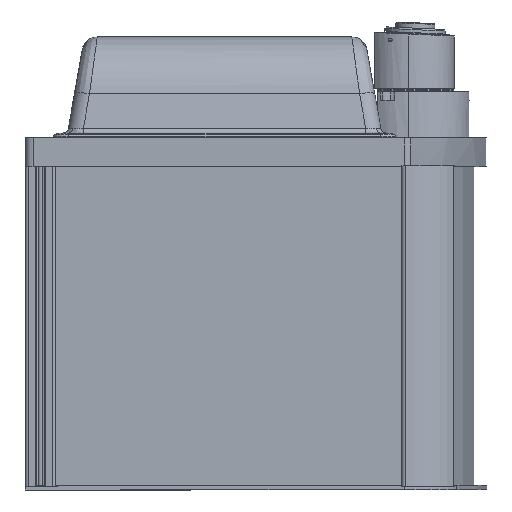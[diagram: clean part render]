
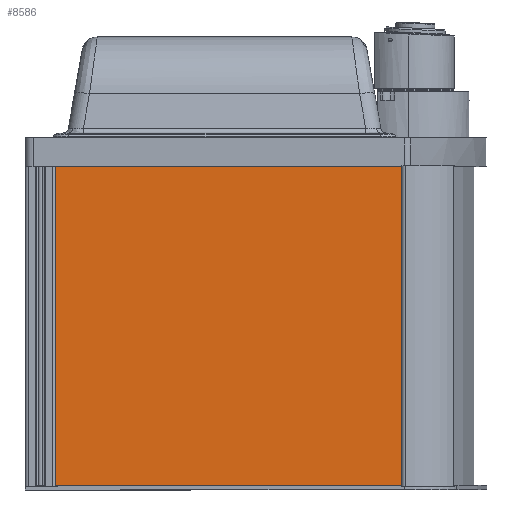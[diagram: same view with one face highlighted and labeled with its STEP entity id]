
A CAD part, left-side view. The second image highlights one B-rep face of the part: STEP entity #8586.
In plain terms, the highlighted planar face has unit normal (-1, 0, 0).
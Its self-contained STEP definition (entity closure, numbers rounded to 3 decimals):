
#257 = LINE ( 'NONE', #14207, #8080 ) ;
#620 = VERTEX_POINT ( 'NONE', #5868 ) ;
#1075 = DIRECTION ( 'NONE',  ( 0., -1., 0. ) ) ;
#1569 = ORIENTED_EDGE ( 'NONE', *, *, #14939, .T. ) ;
#3021 = LINE ( 'NONE', #6302, #9072 ) ;
#3058 = DIRECTION ( 'NONE',  ( 0., 1., 0. ) ) ;
#3205 = EDGE_LOOP ( 'NONE', ( #13217, #17774, #1569, #7080 ) ) ;
#4209 = VERTEX_POINT ( 'NONE', #12853 ) ;
#4873 = FACE_OUTER_BOUND ( 'NONE', #3205, .T. ) ;
#5868 = CARTESIAN_POINT ( 'NONE',  ( -121.5, -1.35, -251.22 ) ) ;
#6302 = CARTESIAN_POINT ( 'NONE',  ( -121.5, -1.35, -41.22 ) ) ;
#6777 = VECTOR ( 'NONE', #7990, 1000. ) ;
#7080 = ORIENTED_EDGE ( 'NONE', *, *, #11140, .T. ) ;
#7990 = DIRECTION ( 'NONE',  ( 0., 0., 1. ) ) ;
#8080 = VECTOR ( 'NONE', #10747, 1000. ) ;
#8586 = ADVANCED_FACE ( 'NONE', ( #4873 ), #16775, .F. ) ;
#9031 = EDGE_CURVE ( 'NONE', #4209, #620, #15443, .T. ) ;
#9072 = VECTOR ( 'NONE', #3058, 1000. ) ;
#10747 = DIRECTION ( 'NONE',  ( 0., 0., -1. ) ) ;
#11140 = EDGE_CURVE ( 'NONE', #12926, #16388, #3021, .T. ) ;
#12853 = CARTESIAN_POINT ( 'NONE',  ( -121.5, 236.25, -251.22 ) ) ;
#12926 = VERTEX_POINT ( 'NONE', #18633 ) ;
#13217 = ORIENTED_EDGE ( 'NONE', *, *, #20891, .T. ) ;
#13568 = DIRECTION ( 'NONE',  ( 0., -1., 0. ) ) ;
#14207 = CARTESIAN_POINT ( 'NONE',  ( -121.5, 236.25, -41.22 ) ) ;
#14939 = EDGE_CURVE ( 'NONE', #620, #12926, #15352, .T. ) ;
#15352 = LINE ( 'NONE', #17772, #6777 ) ;
#15443 = LINE ( 'NONE', #18144, #17939 ) ;
#15924 = AXIS2_PLACEMENT_3D ( 'NONE', #18600, #17345, #1075 ) ;
#16388 = VERTEX_POINT ( 'NONE', #20197 ) ;
#16775 = PLANE ( 'NONE',  #15924 ) ;
#17345 = DIRECTION ( 'NONE',  ( 1., 0., 0. ) ) ;
#17772 = CARTESIAN_POINT ( 'NONE',  ( -121.5, -1.35, -41.22 ) ) ;
#17774 = ORIENTED_EDGE ( 'NONE', *, *, #9031, .T. ) ;
#17939 = VECTOR ( 'NONE', #13568, 1000. ) ;
#18144 = CARTESIAN_POINT ( 'NONE',  ( -121.5, -1.35, -251.22 ) ) ;
#18600 = CARTESIAN_POINT ( 'NONE',  ( -121.5, 117.45, -146.22 ) ) ;
#18633 = CARTESIAN_POINT ( 'NONE',  ( -121.5, -1.35, -41.22 ) ) ;
#20197 = CARTESIAN_POINT ( 'NONE',  ( -121.5, 236.25, -41.22 ) ) ;
#20891 = EDGE_CURVE ( 'NONE', #16388, #4209, #257, .T. ) ;
